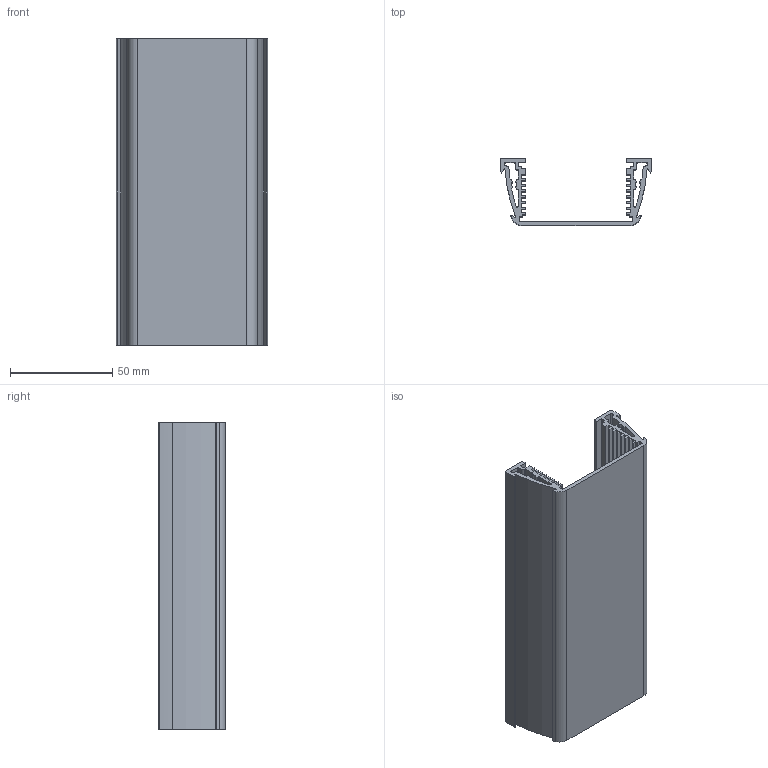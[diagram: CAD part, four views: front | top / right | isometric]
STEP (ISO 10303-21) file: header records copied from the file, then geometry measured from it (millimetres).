
FILE_DESCRIPTION((''),'2;1');
FILE_NAME('94311150_ASPU 830-0150.stp','2009-07-16T08:06:54',('kotzmaier'),(''),'Autodesk Inventor 2009','Autodesk Inventor 2009','');
FILE_SCHEMA(('AUTOMOTIVE_DESIGN { 1 0 10303 214 1 1 1 1 }'));
Length unit declared in the file: millimetre
Products named in the file (1): ASPU 830_1009681_3D
Bounding box: 74 x 32.8 x 150 mm (x, y, z)
Volume: 66072 mm3; surface area: 71155.2 mm2
Topology: 1 solids, 1 shells, 170 faces, 504 edges, 336 vertices
Faces by surface type: plane 108, cylinder 62
Entity records: 5726 total; most frequent: CARTESIAN_POINT 1011, ORIENTED_EDGE 1008, DIRECTION 970, EDGE_CURVE 504, VECTOR 380, LINE 380, VERTEX_POINT 336, AXIS2_PLACEMENT_3D 295
